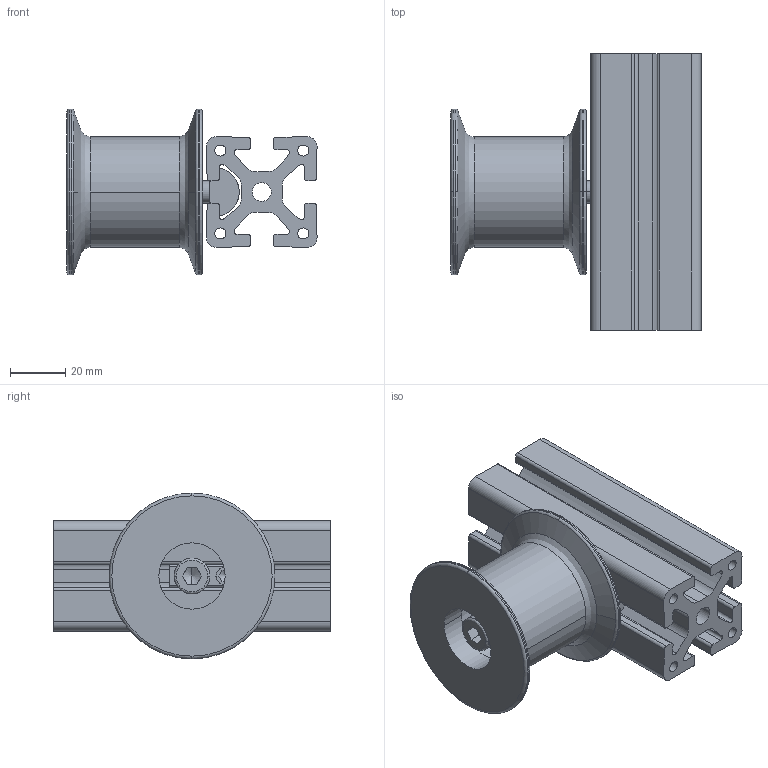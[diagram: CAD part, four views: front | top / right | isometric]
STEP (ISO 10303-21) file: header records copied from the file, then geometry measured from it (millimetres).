
FILE_DESCRIPTION((''),'2;1');
FILE_NAME('SZ8044S.stp','2009-08-24T14:57:41',(''),(''),'Mechanical Desktop 2007','Mechanical Desktop 2007',', , ');
FILE_SCHEMA(('CONFIG_CONTROL_DESIGN'));
Length unit declared in the file: millimetre
Products named in the file (2): SZ8044S; SZ8044N
Assembly tree (1 placements, depth 2):
  SZ8044S
    SZ8044N
Bounding box: 90.5 x 100 x 60 mm (x, y, z)
Volume: 137191.8 mm3; surface area: 61385.4 mm2
Topology: 5 solids, 5 shells, 172 faces, 461 edges, 303 vertices
Faces by surface type: cylinder 79, plane 64, cone 15, torus 8, bspline 6
Entity records: 5863 total; most frequent: CARTESIAN_POINT 1309, DIRECTION 984, ORIENTED_EDGE 910, EDGE_CURVE 455, AXIS2_PLACEMENT_3D 377, VERTEX_POINT 304, VECTOR 230, LINE 230
